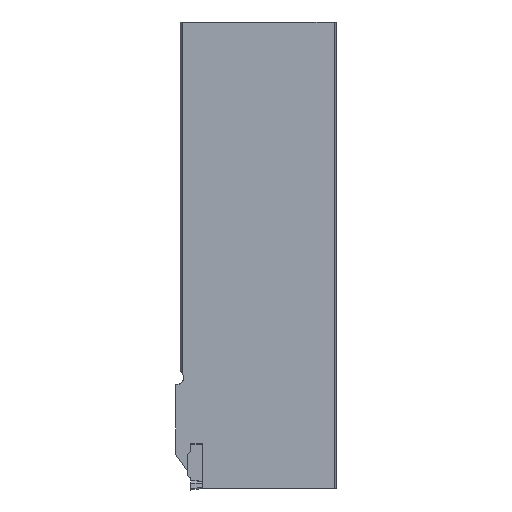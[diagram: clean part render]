
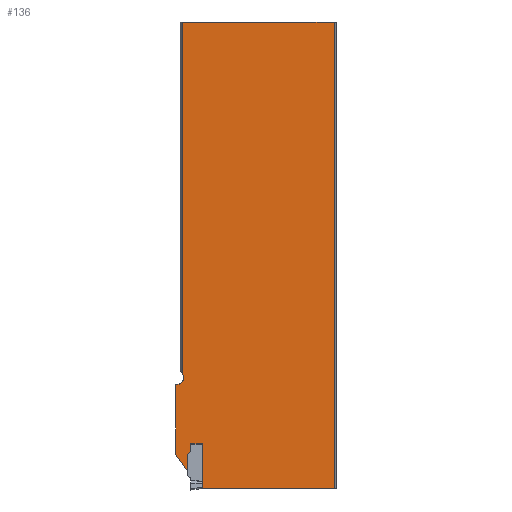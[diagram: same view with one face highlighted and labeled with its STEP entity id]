
A CAD part, left-side view. The second image highlights one B-rep face of the part: STEP entity #136.
In plain terms, the highlighted planar face has unit normal (-1, 0, 0).
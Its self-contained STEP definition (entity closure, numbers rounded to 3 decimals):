
#136=ADVANCED_FACE('',(#216),#184,.T.);
#184=PLANE('',#1018);
#216=FACE_OUTER_BOUND('',#262,.T.);
#262=EDGE_LOOP('',(#334,#335,#336,#337,#338,#339,#340,#341,#342,#343,#344,
#345,#346));
#311=CIRCLE('',#1016,4.5);
#312=CIRCLE('',#1017,2.);
#334=ORIENTED_EDGE('',*,*,#656,.F.);
#335=ORIENTED_EDGE('',*,*,#657,.F.);
#336=ORIENTED_EDGE('',*,*,#658,.T.);
#337=ORIENTED_EDGE('',*,*,#659,.T.);
#338=ORIENTED_EDGE('',*,*,#660,.F.);
#339=ORIENTED_EDGE('',*,*,#661,.T.);
#340=ORIENTED_EDGE('',*,*,#662,.F.);
#341=ORIENTED_EDGE('',*,*,#663,.T.);
#342=ORIENTED_EDGE('',*,*,#664,.F.);
#343=ORIENTED_EDGE('',*,*,#665,.T.);
#344=ORIENTED_EDGE('',*,*,#666,.T.);
#345=ORIENTED_EDGE('',*,*,#667,.T.);
#346=ORIENTED_EDGE('',*,*,#668,.F.);
#574=VERTEX_POINT('',#1355);
#575=VERTEX_POINT('',#1356);
#576=VERTEX_POINT('',#1358);
#577=VERTEX_POINT('',#1360);
#578=VERTEX_POINT('',#1362);
#579=VERTEX_POINT('',#1364);
#580=VERTEX_POINT('',#1366);
#581=VERTEX_POINT('',#1368);
#582=VERTEX_POINT('',#1370);
#583=VERTEX_POINT('',#1372);
#584=VERTEX_POINT('',#1374);
#585=VERTEX_POINT('',#1376);
#586=VERTEX_POINT('',#1378);
#656=EDGE_CURVE('',#574,#575,#776,.T.);
#657=EDGE_CURVE('',#576,#574,#777,.T.);
#658=EDGE_CURVE('',#576,#577,#778,.T.);
#659=EDGE_CURVE('',#577,#578,#779,.T.);
#660=EDGE_CURVE('',#579,#578,#780,.T.);
#661=EDGE_CURVE('',#579,#580,#311,.T.);
#662=EDGE_CURVE('',#581,#580,#781,.T.);
#663=EDGE_CURVE('',#581,#582,#782,.T.);
#664=EDGE_CURVE('',#583,#582,#783,.T.);
#665=EDGE_CURVE('',#583,#584,#784,.T.);
#666=EDGE_CURVE('',#584,#585,#312,.T.);
#667=EDGE_CURVE('',#585,#586,#785,.T.);
#668=EDGE_CURVE('',#575,#586,#786,.T.);
#776=LINE('',#1354,#864);
#777=LINE('',#1357,#865);
#778=LINE('',#1359,#866);
#779=LINE('',#1361,#867);
#780=LINE('',#1363,#868);
#781=LINE('',#1367,#869);
#782=LINE('',#1369,#870);
#783=LINE('',#1371,#871);
#784=LINE('',#1373,#872);
#785=LINE('',#1377,#873);
#786=LINE('',#1379,#874);
#864=VECTOR('',#1101,1.);
#865=VECTOR('',#1102,1.);
#866=VECTOR('',#1103,1.);
#867=VECTOR('',#1104,1.);
#868=VECTOR('',#1105,1.);
#869=VECTOR('',#1108,1.);
#870=VECTOR('',#1109,1.);
#871=VECTOR('',#1110,1.);
#872=VECTOR('',#1111,1.);
#873=VECTOR('',#1114,1.);
#874=VECTOR('',#1115,1.);
#1016=AXIS2_PLACEMENT_3D('',#1365,#1106,#1107);
#1017=AXIS2_PLACEMENT_3D('',#1375,#1112,#1113);
#1018=AXIS2_PLACEMENT_3D('',#1380,#1116,#1117);
#1101=DIRECTION('',(0.,0.,1.));
#1102=DIRECTION('',(0.,1.,0.));
#1103=DIRECTION('',(0.,0.,1.));
#1104=DIRECTION('',(0.,1.,0.));
#1105=DIRECTION('',(0.,0.,1.));
#1106=DIRECTION('',(1.,0.,0.));
#1107=DIRECTION('',(0.,-1.,0.));
#1108=DIRECTION('',(0.,0.,1.));
#1109=DIRECTION('',(0.,-0.574,-0.819));
#1110=DIRECTION('',(0.,0.,-1.));
#1111=DIRECTION('',(0.,-0.574,0.819));
#1112=DIRECTION('',(-1.,0.,0.));
#1113=DIRECTION('',(0.,-1.,0.));
#1114=DIRECTION('',(0.,0.,1.));
#1115=DIRECTION('',(0.,1.,0.));
#1116=DIRECTION('',(-1.,0.,0.));
#1117=DIRECTION('',(0.,1.,0.));
#1354=CARTESIAN_POINT('',(-8.15,86.531,-328.68));
#1355=CARTESIAN_POINT('',(-8.15,86.531,-298.8));
#1356=CARTESIAN_POINT('',(-8.15,86.531,-270.413));
#1357=CARTESIAN_POINT('',(-8.15,2.184,-298.8));
#1358=CARTESIAN_POINT('',(-8.15,2.184,-298.8));
#1359=CARTESIAN_POINT('',(-8.15,2.184,-328.68));
#1360=CARTESIAN_POINT('',(-8.15,2.184,0.));
#1361=CARTESIAN_POINT('',(-8.15,2.184,0.));
#1362=CARTESIAN_POINT('',(-8.15,99.413,0.));
#1363=CARTESIAN_POINT('',(-8.15,99.413,-328.68));
#1364=CARTESIAN_POINT('',(-8.15,99.413,-225.284));
#1365=CARTESIAN_POINT('',(-8.15,103.11,-227.85));
#1366=CARTESIAN_POINT('',(-8.15,103.8,-232.297));
#1367=CARTESIAN_POINT('',(-8.15,103.8,-298.8));
#1368=CARTESIAN_POINT('',(-8.15,103.8,-277.161));
#1369=CARTESIAN_POINT('',(-8.15,46.163,-359.475));
#1370=CARTESIAN_POINT('',(-8.15,95.989,-288.316));
#1371=CARTESIAN_POINT('',(-8.15,95.989,-328.68));
#1372=CARTESIAN_POINT('',(-8.15,95.989,-277.314));
#1373=CARTESIAN_POINT('',(-8.15,89.262,-267.707));
#1374=CARTESIAN_POINT('',(-8.15,94.472,-275.147));
#1375=CARTESIAN_POINT('',(-8.15,96.11,-274.));
#1376=CARTESIAN_POINT('',(-8.15,94.11,-274.));
#1377=CARTESIAN_POINT('',(-8.15,94.11,-328.68));
#1378=CARTESIAN_POINT('',(-8.15,94.11,-270.413));
#1379=CARTESIAN_POINT('',(-8.15,79.11,-270.413));
#1380=CARTESIAN_POINT('',(-8.15,2.184,-328.68));
